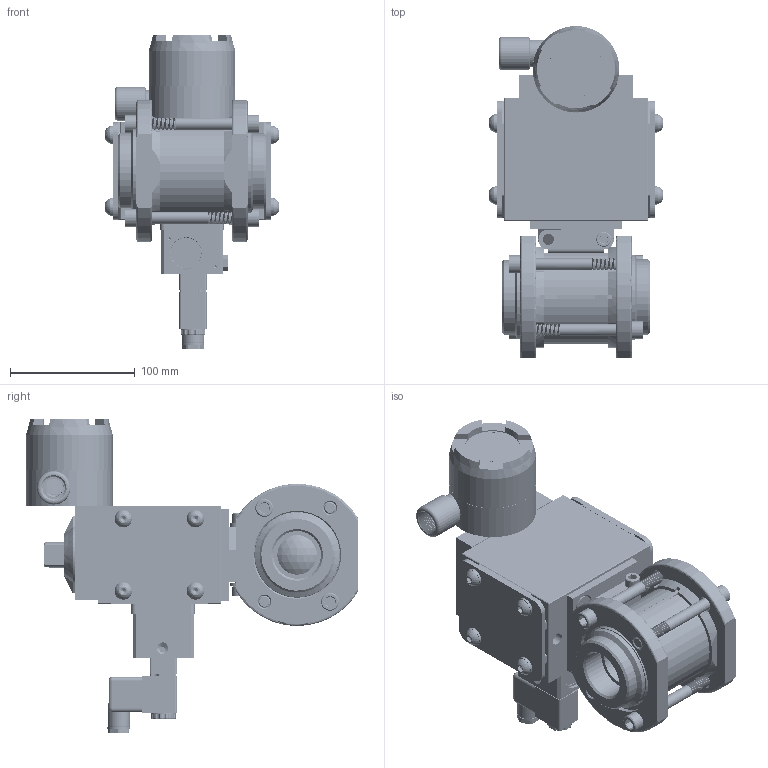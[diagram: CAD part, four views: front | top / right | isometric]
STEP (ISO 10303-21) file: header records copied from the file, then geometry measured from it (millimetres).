
FILE_DESCRIPTION (( 'STEP AP203' ), '1' );
FILE_NAME ('22XXTSWSA522DGPDSLS.step', '2018-03-15T17:55:11', ( '' ), ( '' ), 'SwSTEP 2.0', 'SolidWorks 2017', '' );
FILE_SCHEMA (( 'CONFIG_CONTROL_DESIGN' ));
Products named in the file (1): 22XXTSWSA522DGPDSLS
Bounding box: 139.51 x 266.2 x 252.15 mm (x, y, z)
Volume: 1481788.5 mm3; surface area: 468906.1 mm2
Topology: 68 solids, 68 shells, 3871 faces, 9884 edges, 6195 vertices
Faces by surface type: cylinder 1779, plane 988, cone 779, bspline 155, torus 148, sphere 22
Entity records: 190614 total; most frequent: CARTESIAN_POINT 100657, ORIENTED_EDGE 19516, DIRECTION 18414, EDGE_CURVE 9758, AXIS2_PLACEMENT_3D 7121, VERTEX_POINT 6193, EDGE_LOOP 4259, LINE 4172
